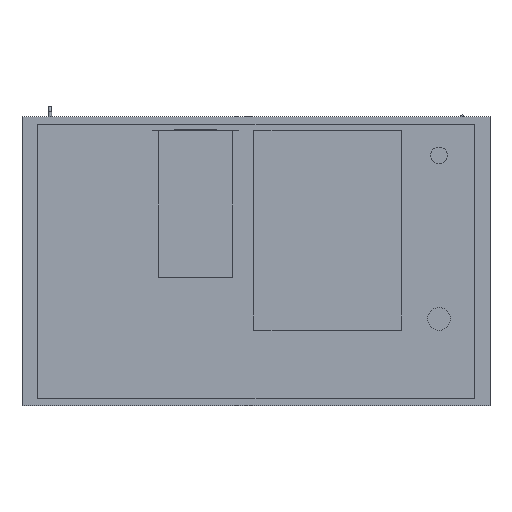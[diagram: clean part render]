
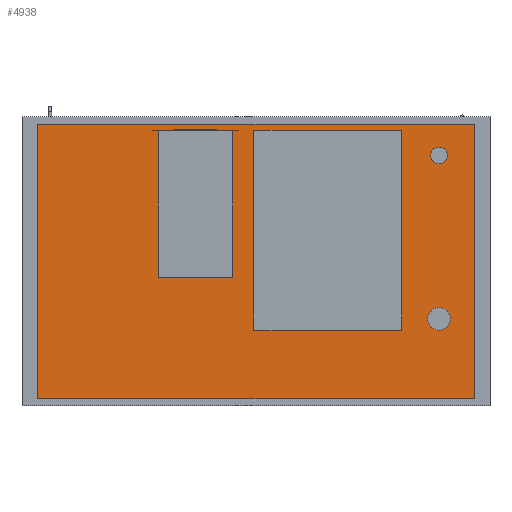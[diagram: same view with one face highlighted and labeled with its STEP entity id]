
A CAD part, front view. The second image highlights one B-rep face of the part: STEP entity #4938.
In plain terms, the highlighted planar face has unit normal (0, -1, 0).
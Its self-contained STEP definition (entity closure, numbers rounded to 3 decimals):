
#291=FACE_OUTER_BOUND('',#600,.T.);
#600=EDGE_LOOP('',(#3301,#3302,#3303,#3304));
#916=LINE('',#7220,#1499);
#920=LINE('',#7228,#1503);
#923=LINE('',#7234,#1506);
#926=LINE('',#7239,#1509);
#1499=VECTOR('',#5756,10.);
#1503=VECTOR('',#5762,10.);
#1506=VECTOR('',#5767,10.);
#1509=VECTOR('',#5772,10.);
#2078=VERTEX_POINT('',#7218);
#2079=VERTEX_POINT('',#7219);
#2082=VERTEX_POINT('',#7227);
#2084=VERTEX_POINT('',#7233);
#2556=EDGE_CURVE('',#2078,#2079,#916,.T.);
#2560=EDGE_CURVE('',#2082,#2078,#920,.T.);
#2563=EDGE_CURVE('',#2084,#2082,#923,.T.);
#2566=EDGE_CURVE('',#2079,#2084,#926,.T.);
#3301=ORIENTED_EDGE('',*,*,#2566,.F.);
#3302=ORIENTED_EDGE('',*,*,#2556,.F.);
#3303=ORIENTED_EDGE('',*,*,#2560,.F.);
#3304=ORIENTED_EDGE('',*,*,#2563,.F.);
#4693=PLANE('',#5302);
#4938=ADVANCED_FACE('',(#291),#4693,.F.);
#5302=AXIS2_PLACEMENT_3D('',#7242,#5776,#5777);
#5756=DIRECTION('',(0.,0.,1.));
#5762=DIRECTION('',(-1.,0.,0.));
#5767=DIRECTION('',(0.,0.,-1.));
#5772=DIRECTION('',(1.,0.,0.));
#5776=DIRECTION('center_axis',(0.,1.,0.));
#5777=DIRECTION('ref_axis',(0.,0.,1.));
#7218=CARTESIAN_POINT('',(-525.,0.,-330.));
#7219=CARTESIAN_POINT('',(-525.,0.,330.));
#7220=CARTESIAN_POINT('',(-525.,0.,-330.));
#7227=CARTESIAN_POINT('',(525.,0.,-330.));
#7228=CARTESIAN_POINT('',(525.,0.,-330.));
#7233=CARTESIAN_POINT('',(525.,0.,330.));
#7234=CARTESIAN_POINT('',(525.,0.,330.));
#7239=CARTESIAN_POINT('',(-525.,0.,330.));
#7242=CARTESIAN_POINT('Origin',(0.,0.,0.));
